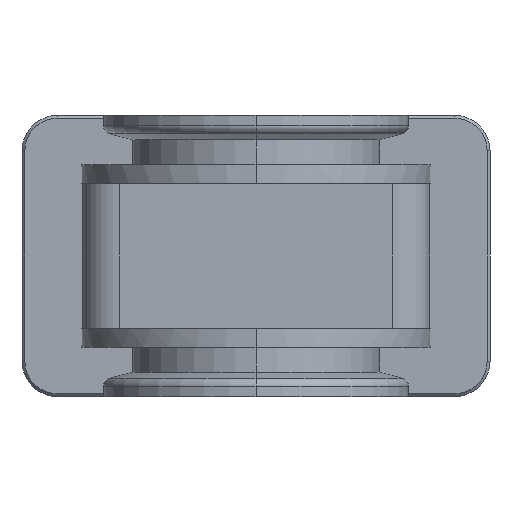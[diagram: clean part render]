
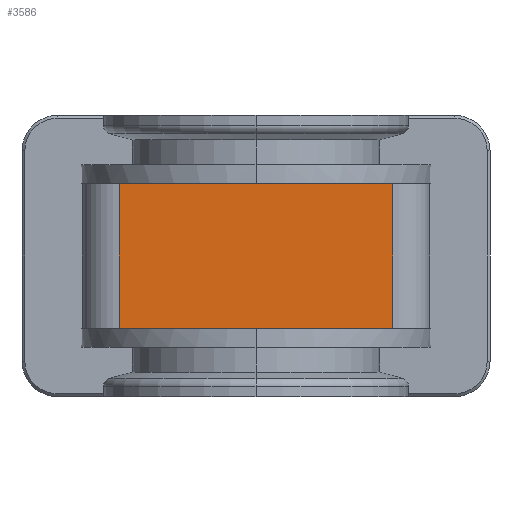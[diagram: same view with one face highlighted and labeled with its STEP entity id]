
A CAD part, front view. The second image highlights one B-rep face of the part: STEP entity #3586.
In plain terms, the highlighted planar face has unit normal (0, -1, 0).
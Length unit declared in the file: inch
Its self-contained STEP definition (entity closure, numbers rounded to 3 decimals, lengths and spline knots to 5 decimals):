
#43=DIRECTION('',(1.,0.,0.));
#44=VECTOR('',#43,1.937);
#45=CARTESIAN_POINT('',(-0.9685,-1.3,-0.5125));
#46=LINE('',#45,#44);
#371=DIRECTION('',(1.,0.,0.));
#372=VECTOR('',#371,1.937);
#373=CARTESIAN_POINT('',(-0.9685,-1.3,0.5125));
#374=LINE('',#373,#372);
#420=DIRECTION('',(0.,0.,-1.));
#421=VECTOR('',#420,1.025);
#422=CARTESIAN_POINT('',(0.9685,-1.3,0.5125));
#423=LINE('',#422,#421);
#424=DIRECTION('',(0.,0.,-1.));
#425=VECTOR('',#424,1.025);
#426=CARTESIAN_POINT('',(-0.9685,-1.3,0.5125));
#427=LINE('',#426,#425);
#2395=CARTESIAN_POINT('',(0.9685,-1.3,-0.5125));
#2397=VERTEX_POINT('',#2395);
#2398=CARTESIAN_POINT('',(0.9685,-1.3,0.5125));
#2399=VERTEX_POINT('',#2398);
#2402=CARTESIAN_POINT('',(-0.9685,-1.3,-0.5125));
#2404=VERTEX_POINT('',#2402);
#2408=CARTESIAN_POINT('',(-0.9685,-1.3,0.5125));
#2409=VERTEX_POINT('',#2408);
#3574=CARTESIAN_POINT('',(-1.2285,-1.3,-0.5125));
#3575=DIRECTION('',(0.,-1.,0.));
#3576=DIRECTION('',(1.,0.,0.));
#3577=AXIS2_PLACEMENT_3D('',#3574,#3575,#3576);
#3578=PLANE('',#3577);
#3580=ORIENTED_EDGE('',*,*,#3579,.T.);
#3581=ORIENTED_EDGE('',*,*,#3013,.F.);
#3582=ORIENTED_EDGE('',*,*,#3569,.F.);
#3583=ORIENTED_EDGE('',*,*,#3495,.T.);
#3584=EDGE_LOOP('',(#3580,#3581,#3582,#3583));
#3585=FACE_OUTER_BOUND('',#3584,.F.);
#3586=ADVANCED_FACE('',(#3585),#3578,.T.);
#3013=EDGE_CURVE('',#2404,#2397,#46,.T.);
#3495=EDGE_CURVE('',#2409,#2399,#374,.T.);
#3569=EDGE_CURVE('',#2409,#2404,#427,.T.);
#3579=EDGE_CURVE('',#2399,#2397,#423,.T.);
